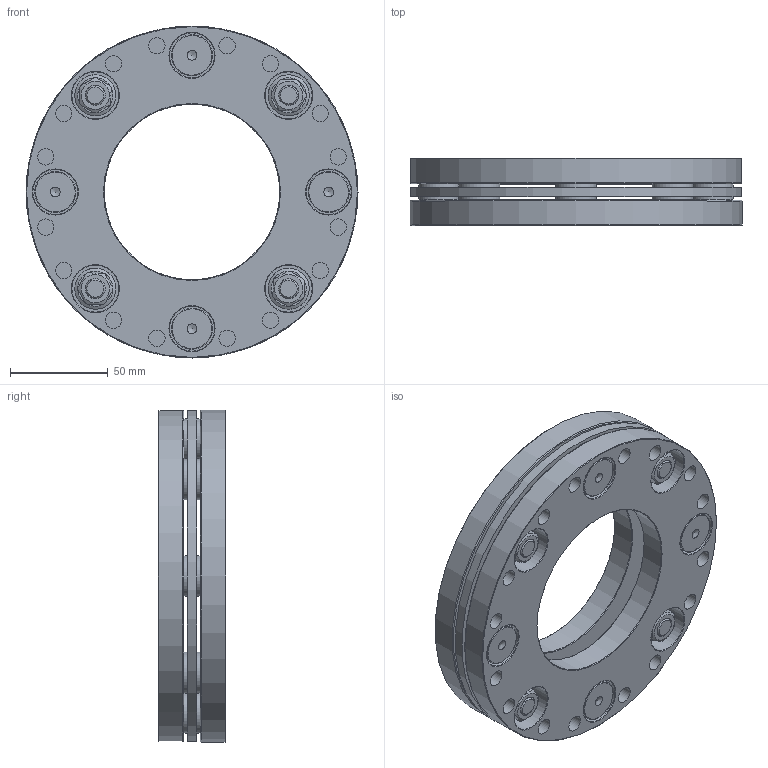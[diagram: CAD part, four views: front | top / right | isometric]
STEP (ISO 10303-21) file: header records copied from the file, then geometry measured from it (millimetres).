
FILE_DESCRIPTION(/* description */ ('Unknown'),/* implementation_level */ '2;1');
FILE_NAME(/* name */ 'HK20-28-00-00',/* time_stamp */ '2020-09-14T13:27:41+02:00',/* author */ ('Unknown'),/* organization */ ('Unknown'),/* preprocessor_version */ 'ST-DEVELOPER v16.7',/* originating_system */ 'Solid Edge',/* authorisation */ 'Unknown');
FILE_SCHEMA (('AUTOMOTIVE_DESIGN {1 0 10303 214 3 1 1}'));
Length unit declared in the file: millimetre
Products named in the file (1): Part1
Bounding box: 170 x 34.4 x 170 mm (x, y, z)
Volume: 445689.3 mm3; surface area: 131264 mm2
Topology: 1 solids, 1 shells, 380 faces, 901 edges, 567 vertices
Faces by surface type: plane 142, cylinder 134, cone 86, torus 18
Full cylindrical faces by diameter (mm): 8.376 x32, 21 x32, 23 x8, 24 x8, 90 x2, 110 x1, 170 x3
Entity records: 12232 total; most frequent: DIRECTION 1746, CARTESIAN_POINT 1661, ORIENTED_EDGE 1224, AXIS2_PLACEMENT_3D 801, FACE_BOUND 720, EDGE_LOOP 712, EDGE_CURVE 612, VERTEX_POINT 476
